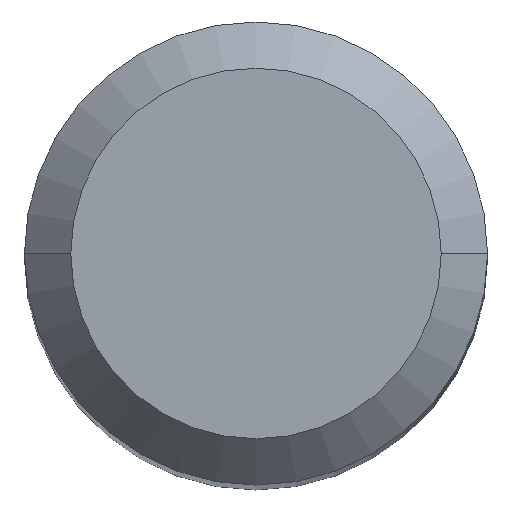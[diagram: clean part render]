
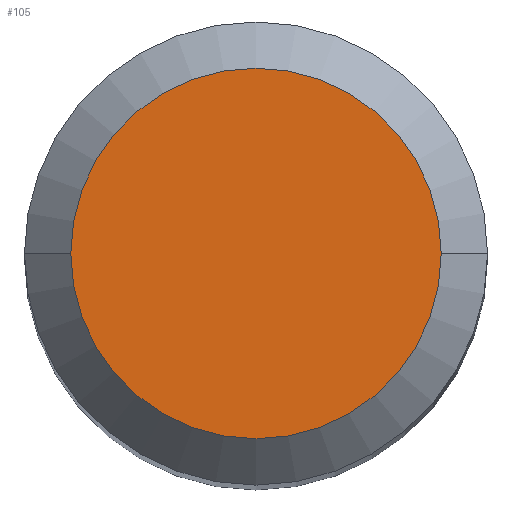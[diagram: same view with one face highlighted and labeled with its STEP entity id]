
A CAD part, top view. The second image highlights one B-rep face of the part: STEP entity #105.
In plain terms, the highlighted planar face has unit normal (0, 0, 1).
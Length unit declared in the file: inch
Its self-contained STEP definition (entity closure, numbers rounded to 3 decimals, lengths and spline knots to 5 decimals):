
#37 = CARTESIAN_POINT ( 'NONE',  ( 0., 0., 0. ) ) ;
#43 = CARTESIAN_POINT ( 'NONE',  ( 0., 0., 0. ) ) ;
#77 = CARTESIAN_POINT ( 'NONE',  ( 0., 0., 0. ) ) ;
#82 = CIRCLE ( 'NONE', #213, 0.09448 ) ;
#83 = ORIENTED_EDGE ( 'NONE', *, *, #298, .T. ) ;
#105 = ADVANCED_FACE ( 'NONE', ( #178 ), #294, .F. ) ;
#112 = VERTEX_POINT ( 'NONE', #406 ) ;
#124 = EDGE_CURVE ( 'NONE', #354, #112, #427, .T. ) ;
#178 = FACE_OUTER_BOUND ( 'NONE', #324, .T. ) ;
#181 = AXIS2_PLACEMENT_3D ( 'NONE', #43, #310, #377 ) ;
#185 = CARTESIAN_POINT ( 'NONE',  ( 0.09448, 0., 0. ) ) ;
#196 = DIRECTION ( 'NONE',  ( 1., 0., 0. ) ) ;
#210 = DIRECTION ( 'NONE',  ( 0., 0., -1. ) ) ;
#213 = AXIS2_PLACEMENT_3D ( 'NONE', #77, #228, #196 ) ;
#228 = DIRECTION ( 'NONE',  ( 0., 0., 1. ) ) ;
#294 = PLANE ( 'NONE',  #422 ) ;
#298 = EDGE_CURVE ( 'NONE', #112, #354, #82, .T. ) ;
#310 = DIRECTION ( 'NONE',  ( 0., 0., 1. ) ) ;
#324 = EDGE_LOOP ( 'NONE', ( #83, #489 ) ) ;
#354 = VERTEX_POINT ( 'NONE', #185 ) ;
#377 = DIRECTION ( 'NONE',  ( 1., 0., 0. ) ) ;
#406 = CARTESIAN_POINT ( 'NONE',  ( -0.09448, 0., 0. ) ) ;
#422 = AXIS2_PLACEMENT_3D ( 'NONE', #37, #210, #436 ) ;
#427 = CIRCLE ( 'NONE', #181, 0.09448 ) ;
#436 = DIRECTION ( 'NONE',  ( -1., 0., 0. ) ) ;
#489 = ORIENTED_EDGE ( 'NONE', *, *, #124, .T. ) ;
